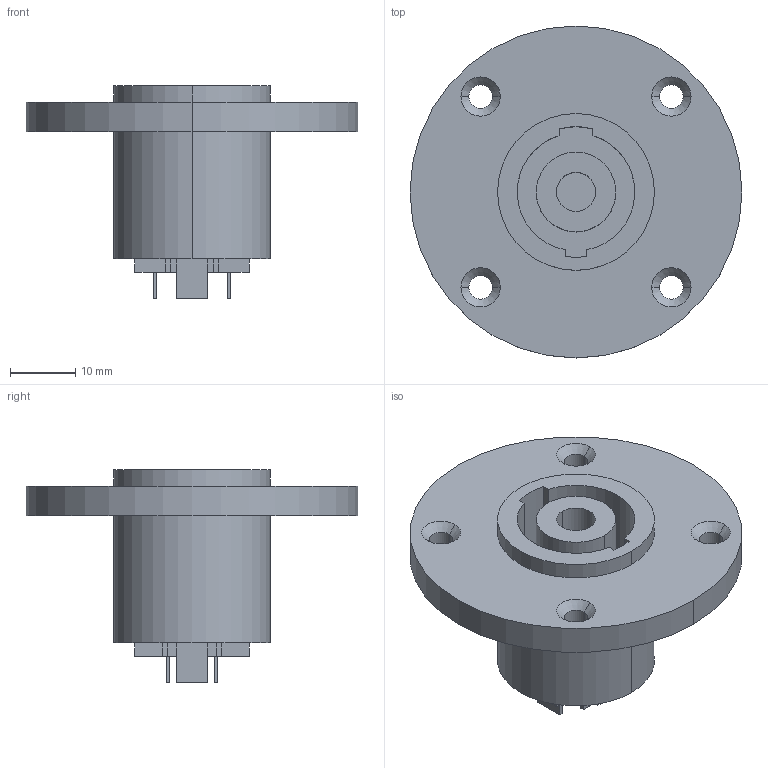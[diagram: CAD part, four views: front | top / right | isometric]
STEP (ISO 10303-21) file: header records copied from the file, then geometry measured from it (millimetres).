
FILE_DESCRIPTION((''),'2;1');
FILE_NAME('D-NL4MPR','2009-02-12T',('odo'),(''),'PRO/ENGINEER BY PARAMETRIC TECHNOLOGY CORPORATION, 2007460','PRO/ENGINEER BY PARAMETRIC TECHNOLOGY CORPORATION, 2007460','');
FILE_SCHEMA(('CONFIG_CONTROL_DESIGN'));
Length unit declared in the file: millimetre
Products named in the file (1): D-NL4MPR
Bounding box: 50.8 x 50.8 x 32.5 mm (x, y, z)
Volume: 15515.8 mm3; surface area: 9383.6 mm2
Topology: 1 solids, 1 shells, 90 faces, 226 edges, 148 vertices
Faces by surface type: plane 60, cylinder 22, cone 8
Entity records: 2732 total; most frequent: CARTESIAN_POINT 464, DIRECTION 458, ORIENTED_EDGE 452, EDGE_CURVE 226, VECTOR 174, LINE 174, VERTEX_POINT 148, AXIS2_PLACEMENT_3D 142
